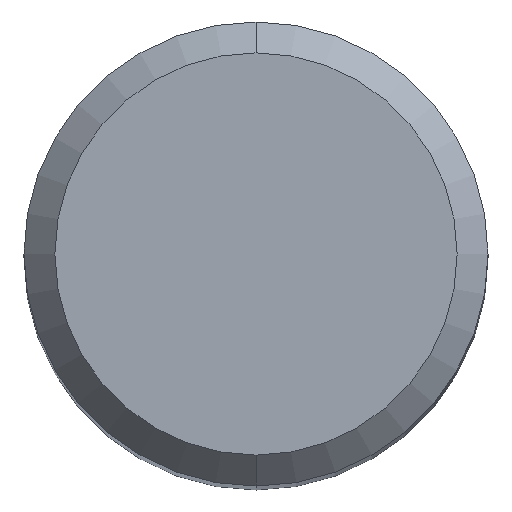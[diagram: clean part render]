
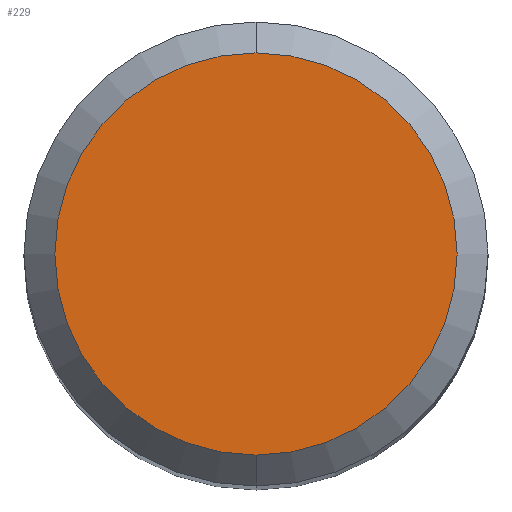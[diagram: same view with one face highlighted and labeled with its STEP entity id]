
A CAD part, top view. The second image highlights one B-rep face of the part: STEP entity #229.
In plain terms, the highlighted planar face has unit normal (0, 0, 1).
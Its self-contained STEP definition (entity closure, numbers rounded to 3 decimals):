
#225=VERTEX_POINT('',#545);
#229=ADVANCED_FACE('',(#549),#550,.T.);
#265=VERTEX_POINT('',#590);
#329=EDGE_CURVE('',#265,#225,#662,.T.);
#373=EDGE_CURVE('',#225,#265,#712,.T.);
#545=CARTESIAN_POINT('',(0.,-2.6,0.0));
#549=FACE_OUTER_BOUND('',#966,.T.);
#550=PLANE('',#967);
#590=CARTESIAN_POINT('',(0.0,2.6,0.0));
#662=CIRCLE('',#1194,2.6);
#712=CIRCLE('',#1313,2.6);
#966=EDGE_LOOP('',(#1543,#1544));
#967=AXIS2_PLACEMENT_3D('',#1545,#1546,#1547);
#1194=AXIS2_PLACEMENT_3D('',#1675,#1676,#1677);
#1313=AXIS2_PLACEMENT_3D('',#1746,#1747,#1748);
#1543=ORIENTED_EDGE('',*,*,#329,.F.);
#1544=ORIENTED_EDGE('',*,*,#373,.F.);
#1545=CARTESIAN_POINT('',(0.0,1.3,0.0));
#1546=DIRECTION('',(-0.0,0.0,1.0));
#1547=DIRECTION('',(0.0,-1.0,0.0));
#1675=CARTESIAN_POINT('',(0.0,0.0,0.0));
#1676=DIRECTION('',(0.0,0.0,-1.0));
#1677=DIRECTION('',(0.0,1.0,0.0));
#1746=CARTESIAN_POINT('',(0.0,0.0,0.0));
#1747=DIRECTION('',(0.0,0.0,-1.0));
#1748=DIRECTION('',(0.0,1.0,0.0));
